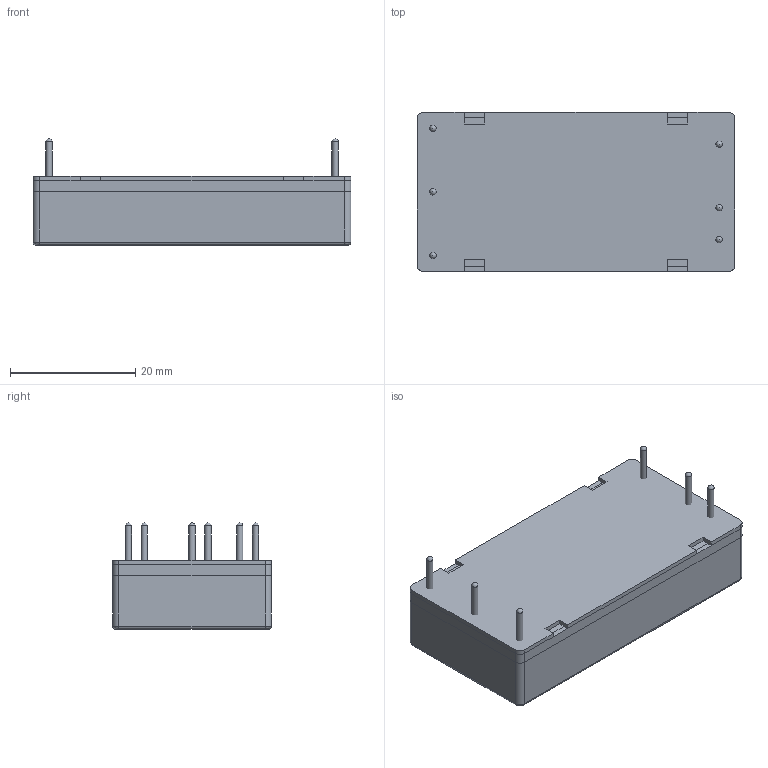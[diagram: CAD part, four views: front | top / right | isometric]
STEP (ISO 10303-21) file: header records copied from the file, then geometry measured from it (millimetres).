
FILE_DESCRIPTION(/* description */ (''),/* implementation_level */ '2;1');
FILE_NAME(/* name */ 'THR 10WI.stp',/* time_stamp */ '2021-08-04T09:34:39+08:00',/* author */ ('Calliope'),/* organization */ (''),/* preprocessor_version */ 'ST-DEVELOPER v16.1',/* originating_system */ 'Autodesk Inventor 2016',/* authorisation */ '');
FILE_SCHEMA (('AUTOMOTIVE_DESIGN { 1 0 10303 214 3 1 1 }'));
Length unit declared in the file: millimetre
Products named in the file (1): THR 10WI
Bounding box: 50.8 x 25.4 x 17 mm (x, y, z)
Surface area: 7333.9 mm2 (no closed solid volume)
Topology: 0 solids, 7 shells, 68 faces, 206 edges, 114 vertices
Faces by surface type: plane 36, cylinder 22, sphere 6, bspline 4
Full cylindrical faces by diameter (mm): 1 x6
Entity records: 2208 total; most frequent: CARTESIAN_POINT 397, DIRECTION 366, ORIENTED_EDGE 314, EDGE_CURVE 188, LINE 140, VECTOR 140, AXIS2_PLACEMENT_3D 113, VERTEX_POINT 108
